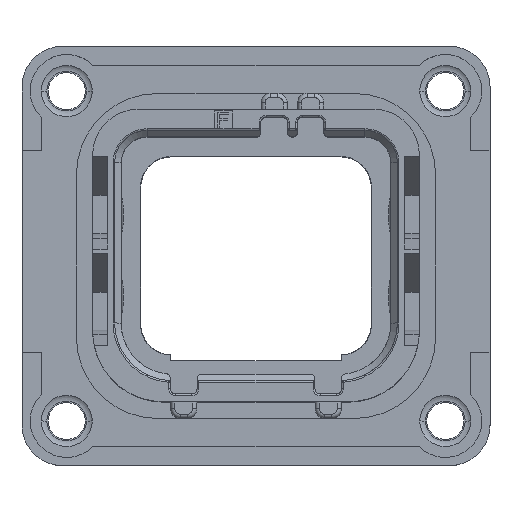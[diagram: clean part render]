
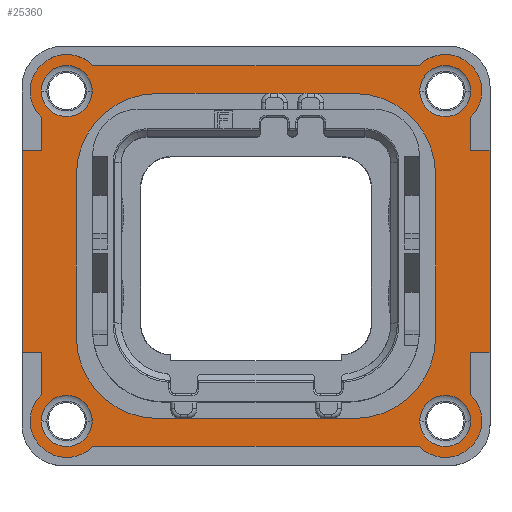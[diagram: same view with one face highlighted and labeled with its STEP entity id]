
A CAD part, top view. The second image highlights one B-rep face of the part: STEP entity #25360.
In plain terms, the highlighted planar face has unit normal (0, 0, 1).
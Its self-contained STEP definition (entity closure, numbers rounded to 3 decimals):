
#373=DIRECTION('',(0.,-1.,0.));
#374=VECTOR('',#373,12.45);
#375=CARTESIAN_POINT('',(-14.4,6.5,1.5));
#376=LINE('',#375,#374);
#436=CARTESIAN_POINT('',(-11.65,10.15,1.5));
#437=DIRECTION('',(0.,0.,1.));
#438=DIRECTION('',(0.716,0.698,0.));
#439=AXIS2_PLACEMENT_3D('',#436,#437,#438);
#449=CARTESIAN_POINT('',(11.65,10.15,1.5));
#450=DIRECTION('',(0.,0.,1.));
#451=DIRECTION('',(0.698,-0.716,0.));
#452=AXIS2_PLACEMENT_3D('',#449,#450,#451);
#459=DIRECTION('',(0.,1.,0.));
#460=VECTOR('',#459,2.588);
#461=CARTESIAN_POINT('',(13.22,-8.538,1.5));
#462=LINE('',#461,#460);
#463=DIRECTION('',(1.,0.,0.));
#464=VECTOR('',#463,20.077);
#465=CARTESIAN_POINT('',(-10.038,-11.72,1.5));
#466=LINE('',#465,#464);
#467=DIRECTION('',(0.,-1.,0.));
#468=VECTOR('',#467,2.588);
#469=CARTESIAN_POINT('',(-13.22,-5.95,1.5));
#470=LINE('',#469,#468);
#471=DIRECTION('',(1.,0.,0.));
#472=VECTOR('',#471,1.18);
#473=CARTESIAN_POINT('',(-14.4,-5.95,1.5));
#474=LINE('',#473,#472);
#475=DIRECTION('',(-1.,0.,0.));
#476=VECTOR('',#475,1.18);
#477=CARTESIAN_POINT('',(-13.22,6.5,1.5));
#478=LINE('',#477,#476);
#479=DIRECTION('',(0.,-1.,0.));
#480=VECTOR('',#479,2.038);
#481=CARTESIAN_POINT('',(-13.22,8.538,1.5));
#482=LINE('',#481,#480);
#483=DIRECTION('',(-1.,0.,0.));
#484=VECTOR('',#483,20.077);
#485=CARTESIAN_POINT('',(10.038,11.72,1.5));
#486=LINE('',#485,#484);
#487=DIRECTION('',(0.,1.,0.));
#488=VECTOR('',#487,2.038);
#489=CARTESIAN_POINT('',(13.22,6.5,1.5));
#490=LINE('',#489,#488);
#491=DIRECTION('',(-1.,0.,0.));
#492=VECTOR('',#491,1.18);
#493=CARTESIAN_POINT('',(14.4,6.5,1.5));
#494=LINE('',#493,#492);
#495=DIRECTION('',(1.,0.,0.));
#496=VECTOR('',#495,1.18);
#497=CARTESIAN_POINT('',(13.22,-5.95,1.5));
#498=LINE('',#497,#496);
#499=CARTESIAN_POINT('',(11.65,-10.15,1.5));
#500=DIRECTION('',(0.,0.,1.));
#501=DIRECTION('',(-1.,0.,0.));
#502=AXIS2_PLACEMENT_3D('',#499,#500,#501);
#504=CARTESIAN_POINT('',(-11.65,-10.15,1.5));
#505=DIRECTION('',(0.,0.,1.));
#506=DIRECTION('',(-1.,0.,0.));
#507=AXIS2_PLACEMENT_3D('',#504,#505,#506);
#509=CARTESIAN_POINT('',(-11.65,10.15,1.5));
#510=DIRECTION('',(0.,0.,1.));
#511=DIRECTION('',(1.,0.,0.));
#512=AXIS2_PLACEMENT_3D('',#509,#510,#511);
#514=CARTESIAN_POINT('',(11.65,10.15,1.5));
#515=DIRECTION('',(0.,0.,1.));
#516=DIRECTION('',(1.,0.,0.));
#517=AXIS2_PLACEMENT_3D('',#514,#515,#516);
#519=CARTESIAN_POINT('',(6.05,5.,1.5));
#520=DIRECTION('',(0.,0.,-1.));
#521=DIRECTION('',(0.,1.,0.));
#522=AXIS2_PLACEMENT_3D('',#519,#520,#521);
#524=DIRECTION('',(1.,0.,0.));
#525=VECTOR('',#524,12.1);
#526=CARTESIAN_POINT('',(-6.05,10.,1.5));
#527=LINE('',#526,#525);
#528=CARTESIAN_POINT('',(-6.05,5.,1.5));
#529=DIRECTION('',(0.,0.,-1.));
#530=DIRECTION('',(-1.,0.,0.));
#531=AXIS2_PLACEMENT_3D('',#528,#529,#530);
#533=DIRECTION('',(0.,1.,0.));
#534=VECTOR('',#533,10.);
#535=CARTESIAN_POINT('',(-11.05,-5.,1.5));
#536=LINE('',#535,#534);
#537=CARTESIAN_POINT('',(-6.05,-5.,1.5));
#538=DIRECTION('',(0.,0.,-1.));
#539=DIRECTION('',(0.,-1.,0.));
#540=AXIS2_PLACEMENT_3D('',#537,#538,#539);
#542=DIRECTION('',(-1.,0.,0.));
#543=VECTOR('',#542,12.1);
#544=CARTESIAN_POINT('',(6.05,-10.,1.5));
#545=LINE('',#544,#543);
#546=CARTESIAN_POINT('',(6.05,-5.,1.5));
#547=DIRECTION('',(0.,0.,-1.));
#548=DIRECTION('',(1.,0.,0.));
#549=AXIS2_PLACEMENT_3D('',#546,#547,#548);
#551=DIRECTION('',(0.,-1.,0.));
#552=VECTOR('',#551,10.);
#553=CARTESIAN_POINT('',(11.05,5.,1.5));
#554=LINE('',#553,#552);
#559=CARTESIAN_POINT('',(11.65,-10.15,1.5));
#560=DIRECTION('',(0.,0.,1.));
#561=DIRECTION('',(-0.716,-0.698,0.));
#562=AXIS2_PLACEMENT_3D('',#559,#560,#561);
#616=CARTESIAN_POINT('',(-11.65,-10.15,1.5));
#617=DIRECTION('',(0.,0.,1.));
#618=DIRECTION('',(-0.698,0.716,0.));
#619=AXIS2_PLACEMENT_3D('',#616,#617,#618);
#645=DIRECTION('',(0.,1.,0.));
#646=VECTOR('',#645,12.45);
#647=CARTESIAN_POINT('',(14.4,-5.95,1.5));
#648=LINE('',#647,#646);
#701=CARTESIAN_POINT('',(11.65,-10.15,1.5));
#702=DIRECTION('',(0.,0.,1.));
#703=DIRECTION('',(1.,0.,0.));
#704=AXIS2_PLACEMENT_3D('',#701,#702,#703);
#706=CARTESIAN_POINT('',(-11.65,-10.15,1.5));
#707=DIRECTION('',(0.,0.,1.));
#708=DIRECTION('',(1.,0.,0.));
#709=AXIS2_PLACEMENT_3D('',#706,#707,#708);
#727=CARTESIAN_POINT('',(-11.65,10.15,1.5));
#728=DIRECTION('',(0.,0.,1.));
#729=DIRECTION('',(-1.,0.,0.));
#730=AXIS2_PLACEMENT_3D('',#727,#728,#729);
#732=CARTESIAN_POINT('',(11.65,10.15,1.5));
#733=DIRECTION('',(0.,0.,1.));
#734=DIRECTION('',(-1.,0.,0.));
#735=AXIS2_PLACEMENT_3D('',#732,#733,#734);
#21775=CARTESIAN_POINT('',(-6.05,10.,1.5));
#21776=CARTESIAN_POINT('',(6.05,10.,1.5));
#21777=VERTEX_POINT('',#21775);
#21778=VERTEX_POINT('',#21776);
#21779=CARTESIAN_POINT('',(11.05,-5.,1.5));
#21780=CARTESIAN_POINT('',(6.05,-10.,1.5));
#21781=VERTEX_POINT('',#21779);
#21782=VERTEX_POINT('',#21780);
#21783=CARTESIAN_POINT('',(11.05,5.,1.5));
#21784=VERTEX_POINT('',#21783);
#21785=CARTESIAN_POINT('',(-11.05,5.,1.5));
#21786=VERTEX_POINT('',#21785);
#21787=CARTESIAN_POINT('',(-11.05,-5.,1.5));
#21788=VERTEX_POINT('',#21787);
#21789=CARTESIAN_POINT('',(-6.05,-10.,1.5));
#21790=VERTEX_POINT('',#21789);
#21821=CARTESIAN_POINT('',(14.4,-5.95,1.5));
#21822=CARTESIAN_POINT('',(14.4,6.5,1.5));
#21823=VERTEX_POINT('',#21821);
#21824=VERTEX_POINT('',#21822);
#21825=CARTESIAN_POINT('',(-14.4,6.5,1.5));
#21826=CARTESIAN_POINT('',(-14.4,-5.95,1.5));
#21827=VERTEX_POINT('',#21825);
#21828=VERTEX_POINT('',#21826);
#21829=CARTESIAN_POINT('',(10.08,10.15,1.5));
#21830=VERTEX_POINT('',#21829);
#21831=CARTESIAN_POINT('',(-10.08,10.15,1.5));
#21832=VERTEX_POINT('',#21831);
#21833=CARTESIAN_POINT('',(-10.08,-10.15,1.5));
#21834=VERTEX_POINT('',#21833);
#21835=CARTESIAN_POINT('',(10.08,-10.15,1.5));
#21836=VERTEX_POINT('',#21835);
#21837=CARTESIAN_POINT('',(-13.22,6.5,1.5));
#21838=VERTEX_POINT('',#21837);
#21839=CARTESIAN_POINT('',(13.22,6.5,1.5));
#21840=VERTEX_POINT('',#21839);
#21841=CARTESIAN_POINT('',(-13.22,-5.95,1.5));
#21842=VERTEX_POINT('',#21841);
#22157=CARTESIAN_POINT('',(13.22,-5.95,1.5));
#22158=VERTEX_POINT('',#22157);
#22480=CARTESIAN_POINT('',(13.22,8.538,1.5));
#22482=VERTEX_POINT('',#22480);
#22484=CARTESIAN_POINT('',(-10.038,-11.72,1.5));
#22486=VERTEX_POINT('',#22484);
#22488=CARTESIAN_POINT('',(10.038,-11.72,1.5));
#22490=VERTEX_POINT('',#22488);
#22492=CARTESIAN_POINT('',(-13.22,-8.538,1.5));
#22494=VERTEX_POINT('',#22492);
#22496=CARTESIAN_POINT('',(-10.038,11.72,1.5));
#22498=VERTEX_POINT('',#22496);
#22500=CARTESIAN_POINT('',(10.038,11.72,1.5));
#22502=VERTEX_POINT('',#22500);
#22504=CARTESIAN_POINT('',(-13.22,8.538,1.5));
#22506=VERTEX_POINT('',#22504);
#22508=CARTESIAN_POINT('',(13.22,-8.538,1.5));
#22510=VERTEX_POINT('',#22508);
#22512=CARTESIAN_POINT('',(13.22,10.15,1.5));
#22513=VERTEX_POINT('',#22512);
#22514=CARTESIAN_POINT('',(-13.22,10.15,1.5));
#22515=VERTEX_POINT('',#22514);
#22516=CARTESIAN_POINT('',(-13.22,-10.15,1.5));
#22517=VERTEX_POINT('',#22516);
#22518=CARTESIAN_POINT('',(13.22,-10.15,1.5));
#22519=VERTEX_POINT('',#22518);
#25283=CARTESIAN_POINT('',(0.,0.,1.5));
#25284=DIRECTION('',(0.,0.,1.));
#25285=DIRECTION('',(1.,0.,0.));
#25286=AXIS2_PLACEMENT_3D('',#25283,#25284,#25285);
#25287=PLANE('',#25286);
#25289=ORIENTED_EDGE('',*,*,#25288,.F.);
#25291=ORIENTED_EDGE('',*,*,#25290,.F.);
#25293=ORIENTED_EDGE('',*,*,#25292,.F.);
#25295=ORIENTED_EDGE('',*,*,#25294,.F.);
#25297=ORIENTED_EDGE('',*,*,#25296,.F.);
#25299=ORIENTED_EDGE('',*,*,#25298,.F.);
#25300=ORIENTED_EDGE('',*,*,#25196,.F.);
#25302=ORIENTED_EDGE('',*,*,#25301,.F.);
#25304=ORIENTED_EDGE('',*,*,#25303,.F.);
#25305=ORIENTED_EDGE('',*,*,#25248,.F.);
#25306=ORIENTED_EDGE('',*,*,#25264,.F.);
#25307=ORIENTED_EDGE('',*,*,#25274,.F.);
#25309=ORIENTED_EDGE('',*,*,#25308,.F.);
#25311=ORIENTED_EDGE('',*,*,#25310,.F.);
#25313=ORIENTED_EDGE('',*,*,#25312,.F.);
#25315=ORIENTED_EDGE('',*,*,#25314,.F.);
#25316=EDGE_LOOP('',(#25289,#25291,#25293,#25295,#25297,#25299,#25300,#25302,
#25304,#25305,#25306,#25307,#25309,#25311,#25313,#25315));
#25317=FACE_OUTER_BOUND('',#25316,.F.);
#25319=ORIENTED_EDGE('',*,*,#25318,.T.);
#25321=ORIENTED_EDGE('',*,*,#25320,.T.);
#25322=EDGE_LOOP('',(#25319,#25321));
#25323=FACE_BOUND('',#25322,.F.);
#25325=ORIENTED_EDGE('',*,*,#25324,.T.);
#25327=ORIENTED_EDGE('',*,*,#25326,.T.);
#25328=EDGE_LOOP('',(#25325,#25327));
#25329=FACE_BOUND('',#25328,.F.);
#25331=ORIENTED_EDGE('',*,*,#25330,.T.);
#25333=ORIENTED_EDGE('',*,*,#25332,.T.);
#25334=EDGE_LOOP('',(#25331,#25333));
#25335=FACE_BOUND('',#25334,.F.);
#25337=ORIENTED_EDGE('',*,*,#25336,.T.);
#25339=ORIENTED_EDGE('',*,*,#25338,.T.);
#25340=EDGE_LOOP('',(#25337,#25339));
#25341=FACE_BOUND('',#25340,.F.);
#25343=ORIENTED_EDGE('',*,*,#25342,.F.);
#25345=ORIENTED_EDGE('',*,*,#25344,.F.);
#25347=ORIENTED_EDGE('',*,*,#25346,.F.);
#25349=ORIENTED_EDGE('',*,*,#25348,.F.);
#25351=ORIENTED_EDGE('',*,*,#25350,.F.);
#25353=ORIENTED_EDGE('',*,*,#25352,.F.);
#25355=ORIENTED_EDGE('',*,*,#25354,.F.);
#25357=ORIENTED_EDGE('',*,*,#25356,.F.);
#25358=EDGE_LOOP('',(#25343,#25345,#25347,#25349,#25351,#25353,#25355,#25357));
#25359=FACE_BOUND('',#25358,.F.);
#25360=ADVANCED_FACE('',(#25317,#25323,#25329,#25335,#25341,#25359),#25287,.T.);
#440=CIRCLE('',#439,2.25);
#453=CIRCLE('',#452,2.25);
#503=CIRCLE('',#502,1.57);
#508=CIRCLE('',#507,1.57);
#513=CIRCLE('',#512,1.57);
#518=CIRCLE('',#517,1.57);
#523=CIRCLE('',#522,5.);
#532=CIRCLE('',#531,5.);
#541=CIRCLE('',#540,5.);
#550=CIRCLE('',#549,5.);
#563=CIRCLE('',#562,2.25);
#620=CIRCLE('',#619,2.25);
#705=CIRCLE('',#704,1.57);
#710=CIRCLE('',#709,1.57);
#731=CIRCLE('',#730,1.57);
#736=CIRCLE('',#735,1.57);
#25196=EDGE_CURVE('',#21827,#21828,#376,.T.);
#25248=EDGE_CURVE('',#22498,#22506,#440,.T.);
#25264=EDGE_CURVE('',#22502,#22498,#486,.T.);
#25274=EDGE_CURVE('',#22482,#22502,#453,.T.);
#25288=EDGE_CURVE('',#22510,#22158,#462,.T.);
#25290=EDGE_CURVE('',#22490,#22510,#563,.T.);
#25292=EDGE_CURVE('',#22486,#22490,#466,.T.);
#25294=EDGE_CURVE('',#22494,#22486,#620,.T.);
#25296=EDGE_CURVE('',#21842,#22494,#470,.T.);
#25298=EDGE_CURVE('',#21828,#21842,#474,.T.);
#25301=EDGE_CURVE('',#21838,#21827,#478,.T.);
#25303=EDGE_CURVE('',#22506,#21838,#482,.T.);
#25308=EDGE_CURVE('',#21840,#22482,#490,.T.);
#25310=EDGE_CURVE('',#21824,#21840,#494,.T.);
#25312=EDGE_CURVE('',#21823,#21824,#648,.T.);
#25314=EDGE_CURVE('',#22158,#21823,#498,.T.);
#25318=EDGE_CURVE('',#21836,#22519,#503,.T.);
#25320=EDGE_CURVE('',#22519,#21836,#705,.T.);
#25324=EDGE_CURVE('',#21834,#22517,#710,.T.);
#25326=EDGE_CURVE('',#22517,#21834,#508,.T.);
#25330=EDGE_CURVE('',#21832,#22515,#513,.T.);
#25332=EDGE_CURVE('',#22515,#21832,#731,.T.);
#25336=EDGE_CURVE('',#21830,#22513,#736,.T.);
#25338=EDGE_CURVE('',#22513,#21830,#518,.T.);
#25342=EDGE_CURVE('',#21778,#21784,#523,.T.);
#25344=EDGE_CURVE('',#21777,#21778,#527,.T.);
#25346=EDGE_CURVE('',#21786,#21777,#532,.T.);
#25348=EDGE_CURVE('',#21788,#21786,#536,.T.);
#25350=EDGE_CURVE('',#21790,#21788,#541,.T.);
#25352=EDGE_CURVE('',#21782,#21790,#545,.T.);
#25354=EDGE_CURVE('',#21781,#21782,#550,.T.);
#25356=EDGE_CURVE('',#21784,#21781,#554,.T.);
